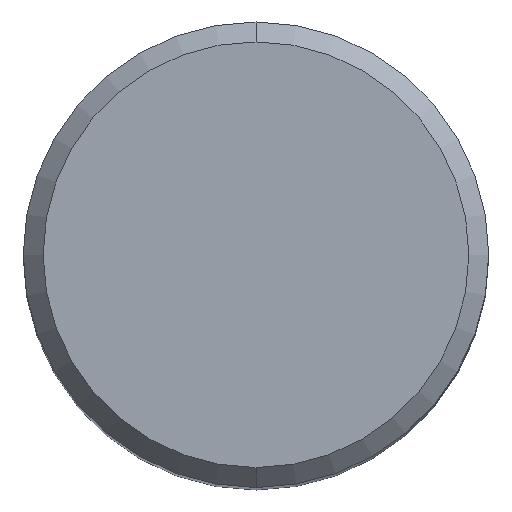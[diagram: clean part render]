
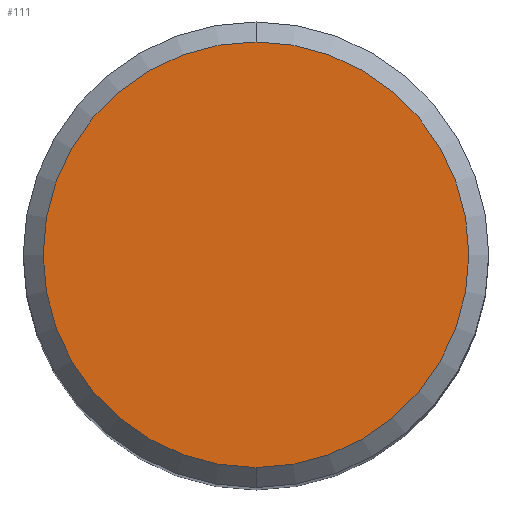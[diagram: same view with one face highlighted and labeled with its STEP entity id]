
A CAD part, top view. The second image highlights one B-rep face of the part: STEP entity #111.
In plain terms, the highlighted planar face has unit normal (0, 0, 1).
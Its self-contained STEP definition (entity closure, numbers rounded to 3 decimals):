
#105=EDGE_CURVE('',#115,#177,#256,.T.);
#111=ADVANCED_FACE('',(#262),#263,.T.);
#115=VERTEX_POINT('',#267);
#177=VERTEX_POINT('',#338);
#189=EDGE_CURVE('',#177,#115,#351,.T.);
#256=CIRCLE('',#421,6.4);
#262=FACE_OUTER_BOUND('',#430,.T.);
#263=PLANE('',#431);
#267=CARTESIAN_POINT('',(0.0,6.4,0.0));
#338=CARTESIAN_POINT('',(0.,-6.4,0.0));
#351=CIRCLE('',#542,6.4);
#421=AXIS2_PLACEMENT_3D('',#608,#609,#610);
#430=EDGE_LOOP('',(#616,#617));
#431=AXIS2_PLACEMENT_3D('',#618,#619,#620);
#542=AXIS2_PLACEMENT_3D('',#729,#730,#731);
#608=CARTESIAN_POINT('',(0.0,0.0,0.0));
#609=DIRECTION('',(0.0,0.0,-1.0));
#610=DIRECTION('',(0.0,1.0,0.0));
#616=ORIENTED_EDGE('',*,*,#105,.F.);
#617=ORIENTED_EDGE('',*,*,#189,.F.);
#618=CARTESIAN_POINT('',(0.0,3.2,0.0));
#619=DIRECTION('',(-0.0,0.0,1.0));
#620=DIRECTION('',(0.0,-1.0,0.0));
#729=CARTESIAN_POINT('',(0.0,0.0,0.0));
#730=DIRECTION('',(0.0,0.0,-1.0));
#731=DIRECTION('',(0.0,1.0,0.0));
